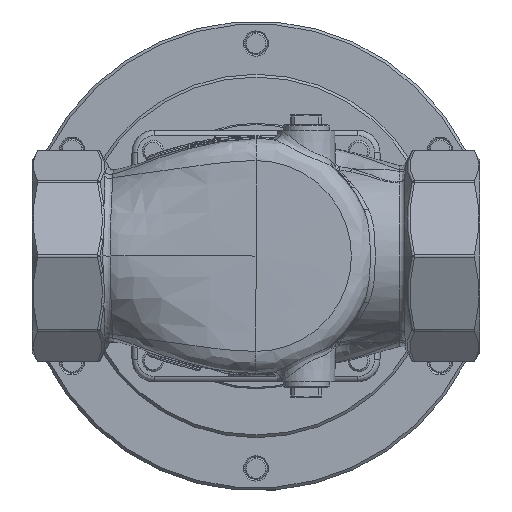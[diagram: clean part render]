
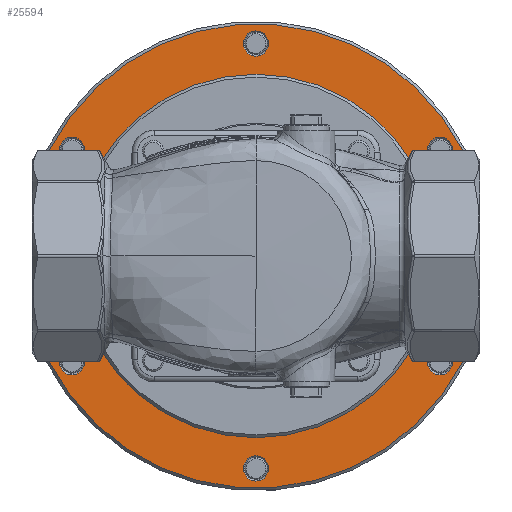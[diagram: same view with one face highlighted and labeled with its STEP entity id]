
A CAD part, front view. The second image highlights one B-rep face of the part: STEP entity #25594.
In plain terms, the highlighted planar face has unit normal (0, -1, 0).
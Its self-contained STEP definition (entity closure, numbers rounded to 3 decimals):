
#269=FACE_BOUND('',#5798,.T.);
#270=FACE_BOUND('',#5799,.T.);
#271=FACE_BOUND('',#5800,.T.);
#272=FACE_BOUND('',#5801,.T.);
#273=FACE_BOUND('',#5802,.T.);
#274=FACE_BOUND('',#5803,.T.);
#275=FACE_BOUND('',#5804,.T.);
#1158=LINE('',#70460,#1927);
#1159=LINE('',#70478,#1928);
#1927=VECTOR('',#30737,75.18);
#1928=VECTOR('',#30744,75.18);
#2896=PLANE('',#27279);
#4127=FACE_OUTER_BOUND('',#5797,.T.);
#5797=EDGE_LOOP('',(#19623,#19624,#19625,#19626));
#5798=EDGE_LOOP('',(#19627));
#5799=EDGE_LOOP('',(#19628));
#5800=EDGE_LOOP('',(#19629));
#5801=EDGE_LOOP('',(#19630));
#5802=EDGE_LOOP('',(#19631));
#5803=EDGE_LOOP('',(#19632));
#5804=EDGE_LOOP('',(#19633));
#7165=CIRCLE('',#27242,83.);
#7166=CIRCLE('',#27245,83.);
#7167=CIRCLE('',#27247,65.);
#7172=CIRCLE('',#27255,4.5);
#7175=CIRCLE('',#27260,4.5);
#7178=CIRCLE('',#27265,4.5);
#7181=CIRCLE('',#27270,4.5);
#7184=CIRCLE('',#27275,4.5);
#7187=CIRCLE('',#27280,4.5);
#10453=VERTEX_POINT('',#70458);
#10454=VERTEX_POINT('',#70459);
#10455=VERTEX_POINT('',#70470);
#10456=VERTEX_POINT('',#70477);
#10457=VERTEX_POINT('',#70486);
#10462=VERTEX_POINT('',#70499);
#10465=VERTEX_POINT('',#70507);
#10468=VERTEX_POINT('',#70515);
#10471=VERTEX_POINT('',#70523);
#10474=VERTEX_POINT('',#70531);
#10477=VERTEX_POINT('',#70539);
#13642=EDGE_CURVE('',#10453,#10454,#1158,.T.);
#13645=EDGE_CURVE('',#10455,#10453,#7165,.T.);
#13647=EDGE_CURVE('',#10456,#10455,#1159,.T.);
#13649=EDGE_CURVE('',#10454,#10456,#7166,.T.);
#13650=EDGE_CURVE('',#10457,#10457,#7167,.T.);
#13655=EDGE_CURVE('',#10462,#10462,#7172,.T.);
#13658=EDGE_CURVE('',#10465,#10465,#7175,.T.);
#13661=EDGE_CURVE('',#10468,#10468,#7178,.T.);
#13664=EDGE_CURVE('',#10471,#10471,#7181,.T.);
#13667=EDGE_CURVE('',#10474,#10474,#7184,.T.);
#13670=EDGE_CURVE('',#10477,#10477,#7187,.T.);
#19623=ORIENTED_EDGE('',*,*,#13649,.F.);
#19624=ORIENTED_EDGE('',*,*,#13642,.F.);
#19625=ORIENTED_EDGE('',*,*,#13645,.F.);
#19626=ORIENTED_EDGE('',*,*,#13647,.F.);
#19627=ORIENTED_EDGE('',*,*,#13667,.F.);
#19628=ORIENTED_EDGE('',*,*,#13661,.F.);
#19629=ORIENTED_EDGE('',*,*,#13655,.F.);
#19630=ORIENTED_EDGE('',*,*,#13650,.F.);
#19631=ORIENTED_EDGE('',*,*,#13658,.F.);
#19632=ORIENTED_EDGE('',*,*,#13664,.F.);
#19633=ORIENTED_EDGE('',*,*,#13670,.F.);
#25594=ADVANCED_FACE('',(#4127,#269,#270,#271,#272,#273,#274,#275),#2896,
 .F.);
#27242=AXIS2_PLACEMENT_3D('',#70471,#30740,#30741);
#27245=AXIS2_PLACEMENT_3D('',#70484,#30747,#30748);
#27247=AXIS2_PLACEMENT_3D('',#70487,#30751,#30752);
#27255=AXIS2_PLACEMENT_3D('',#70500,#30767,#30768);
#27260=AXIS2_PLACEMENT_3D('',#70508,#30777,#30778);
#27265=AXIS2_PLACEMENT_3D('',#70516,#30787,#30788);
#27270=AXIS2_PLACEMENT_3D('',#70524,#30797,#30798);
#27275=AXIS2_PLACEMENT_3D('',#70532,#30807,#30808);
#27279=AXIS2_PLACEMENT_3D('',#70538,#30815,#30816);
#27280=AXIS2_PLACEMENT_3D('',#70540,#30817,#30818);
#30737=DIRECTION('',(0.,0.,-1.));
#30740=DIRECTION('center_axis',(0.,1.,0.));
#30741=DIRECTION('ref_axis',(0.,0.,
1.));
#30744=DIRECTION('',(0.,0.,1.));
#30747=DIRECTION('center_axis',(0.,1.,0.));
#30748=DIRECTION('ref_axis',(0.,0.,
-1.));
#30751=DIRECTION('center_axis',(0.,-1.,0.));
#30752=DIRECTION('ref_axis',(0.,0.,
-1.));
#30767=DIRECTION('center_axis',(0.,-1.,0.));
#30768=DIRECTION('ref_axis',(0.,0.,
1.));
#30777=DIRECTION('center_axis',(0.,-1.,0.));
#30778=DIRECTION('ref_axis',(0.,0.,
1.));
#30787=DIRECTION('center_axis',(0.,-1.,0.));
#30788=DIRECTION('ref_axis',(0.,0.,
1.));
#30797=DIRECTION('center_axis',(0.,-1.,0.));
#30798=DIRECTION('ref_axis',(0.,0.,
1.));
#30807=DIRECTION('center_axis',(0.,-1.,0.));
#30808=DIRECTION('ref_axis',(0.,0.,
1.));
#30815=DIRECTION('center_axis',(0.,1.,0.));
#30816=DIRECTION('ref_axis',(1.,0.,0.));
#30817=DIRECTION('center_axis',(0.,-1.,0.));
#30818=DIRECTION('ref_axis',(0.,0.,
1.));
#70458=CARTESIAN_POINT('',(74.,250.095,37.59));
#70459=CARTESIAN_POINT('',(74.,250.095,-37.59));
#70460=CARTESIAN_POINT('',(74.,250.095,41.786));
#70470=CARTESIAN_POINT('',(-74.,250.095,37.59));
#70471=CARTESIAN_POINT('Origin',(0.,250.095,
0.));
#70477=CARTESIAN_POINT('',(-74.,250.095,-37.59));
#70478=CARTESIAN_POINT('',(-74.,250.095,39.914));
#70484=CARTESIAN_POINT('Origin',(0.,250.095,
0.));
#70486=CARTESIAN_POINT('',(0.,250.095,65.));
#70487=CARTESIAN_POINT('Origin',(0.,250.095,
0.));
#70499=CARTESIAN_POINT('',(0.,250.095,71.5));
#70500=CARTESIAN_POINT('Origin',(0.,250.095,
76.));
#70507=CARTESIAN_POINT('',(65.818,250.095,33.5));
#70508=CARTESIAN_POINT('Origin',(65.818,250.095,38.));
#70515=CARTESIAN_POINT('',(65.818,250.095,-42.5));
#70516=CARTESIAN_POINT('Origin',(65.818,250.095,-38.));
#70523=CARTESIAN_POINT('',(0.,250.095,-80.5));
#70524=CARTESIAN_POINT('Origin',(0.,250.095,
-76.));
#70531=CARTESIAN_POINT('',(-65.818,250.095,-42.5));
#70532=CARTESIAN_POINT('Origin',(-65.818,250.095,-38.));
#70538=CARTESIAN_POINT('Origin',(0.,250.095,
84.));
#70539=CARTESIAN_POINT('',(-65.818,250.095,33.5));
#70540=CARTESIAN_POINT('Origin',(-65.818,250.095,38.));
